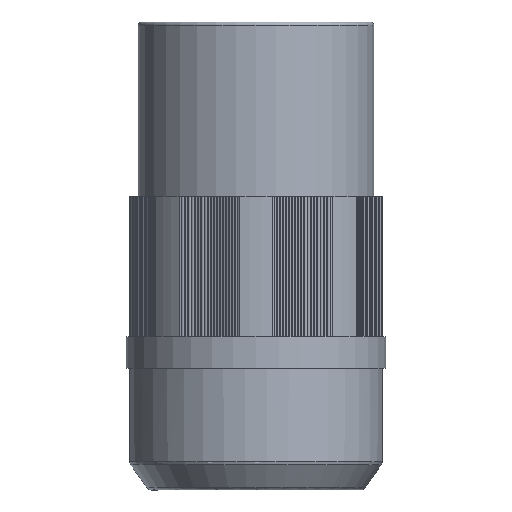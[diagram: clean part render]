
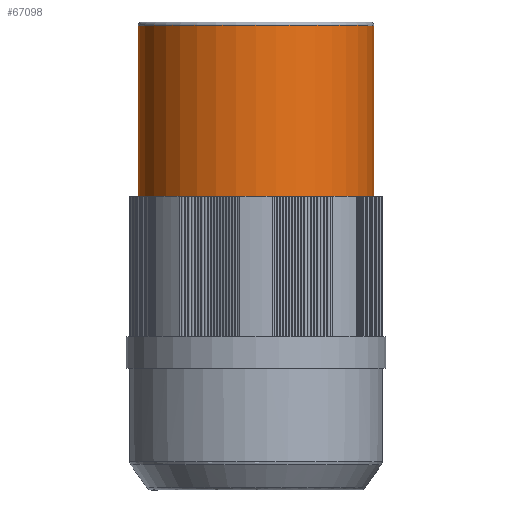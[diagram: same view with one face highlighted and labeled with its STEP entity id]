
A CAD part, top view. The second image highlights one B-rep face of the part: STEP entity #67098.
In plain terms, the highlighted cylindrical face has radius 17.653 mm (diameter 35.306 mm), a partial arc.
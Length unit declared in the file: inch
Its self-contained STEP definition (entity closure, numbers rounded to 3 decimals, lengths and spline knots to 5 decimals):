
#53 = ORIENTED_EDGE ( 'NONE', *, *, #57090, .T. ) ;
#1177 = EDGE_LOOP ( 'NONE', ( #18317, #80294, #93153, #53 ) ) ;
#9038 = VERTEX_POINT ( 'NONE', #93114 ) ;
#10145 = DIRECTION ( 'NONE',  ( 0., -1., 0. ) ) ;
#12862 = CARTESIAN_POINT ( 'NONE',  ( 0.695, 0.111, 0. ) ) ;
#15957 = CYLINDRICAL_SURFACE ( 'NONE', #19221, 0.695 ) ;
#18317 = ORIENTED_EDGE ( 'NONE', *, *, #32100, .T. ) ;
#18974 = VERTEX_POINT ( 'NONE', #12862 ) ;
#19221 = AXIS2_PLACEMENT_3D ( 'NONE', #74517, #91738, #44087 ) ;
#20404 = AXIS2_PLACEMENT_3D ( 'NONE', #56978, #28346, #36660 ) ;
#28346 = DIRECTION ( 'NONE',  ( 0., 1., 0. ) ) ;
#28650 = DIRECTION ( 'NONE',  ( 1., 0., 0. ) ) ;
#32100 = EDGE_CURVE ( 'NONE', #18974, #115459, #48282, .T. ) ;
#34811 = VERTEX_POINT ( 'NONE', #66571 ) ;
#36660 = DIRECTION ( 'NONE',  ( -1., 0., 0. ) ) ;
#36982 = LINE ( 'NONE', #100795, #65060 ) ;
#44087 = DIRECTION ( 'NONE',  ( -0.995, 0., -0.104 ) ) ;
#45954 = FACE_OUTER_BOUND ( 'NONE', #1177, .T. ) ;
#48282 = LINE ( 'NONE', #116299, #106912 ) ;
#56978 = CARTESIAN_POINT ( 'NONE',  ( 0., 0.111, 0. ) ) ;
#57090 = EDGE_CURVE ( 'NONE', #34811, #18974, #71281, .T. ) ;
#57697 = CARTESIAN_POINT ( 'NONE',  ( 0.695, 1.118, 0. ) ) ;
#58598 = CIRCLE ( 'NONE', #78887, 0.695 ) ;
#65060 = VECTOR ( 'NONE', #113914, 39.37008 ) ;
#66571 = CARTESIAN_POINT ( 'NONE',  ( -0.695, 0.111, 0. ) ) ;
#67098 = ADVANCED_FACE ( 'NONE', ( #45954 ), #15957, .T. ) ;
#67944 = DIRECTION ( 'NONE',  ( 0., 1., 0. ) ) ;
#71281 = CIRCLE ( 'NONE', #20404, 0.695 ) ;
#74517 = CARTESIAN_POINT ( 'NONE',  ( 0., 0.09131, 0. ) ) ;
#78887 = AXIS2_PLACEMENT_3D ( 'NONE', #117655, #10145, #28650 ) ;
#79355 = EDGE_CURVE ( 'NONE', #115459, #9038, #58598, .T. ) ;
#80294 = ORIENTED_EDGE ( 'NONE', *, *, #79355, .T. ) ;
#84520 = EDGE_CURVE ( 'NONE', #34811, #9038, #36982, .T. ) ;
#91738 = DIRECTION ( 'NONE',  ( 0., 1., 0. ) ) ;
#93114 = CARTESIAN_POINT ( 'NONE',  ( -0.695, 1.118, 0. ) ) ;
#93153 = ORIENTED_EDGE ( 'NONE', *, *, #84520, .F. ) ;
#100795 = CARTESIAN_POINT ( 'NONE',  ( -0.695, 0.111, 0. ) ) ;
#106912 = VECTOR ( 'NONE', #67944, 39.37008 ) ;
#113914 = DIRECTION ( 'NONE',  ( 0., 1., 0. ) ) ;
#115459 = VERTEX_POINT ( 'NONE', #57697 ) ;
#116299 = CARTESIAN_POINT ( 'NONE',  ( 0.695, 0.111, 0. ) ) ;
#117655 = CARTESIAN_POINT ( 'NONE',  ( 0., 1.118, 0. ) ) ;
